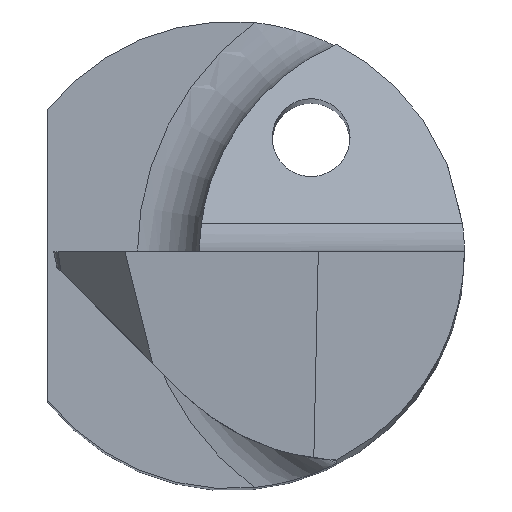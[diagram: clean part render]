
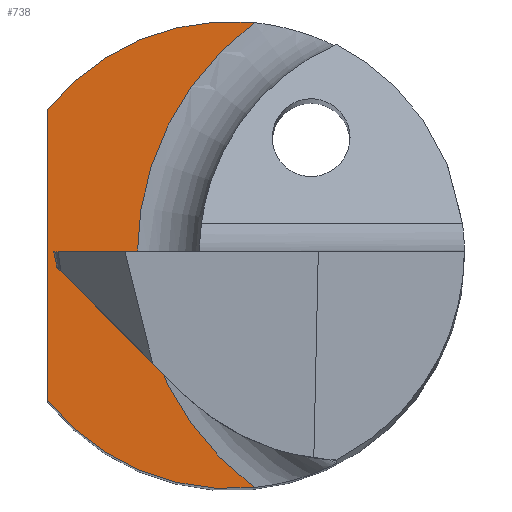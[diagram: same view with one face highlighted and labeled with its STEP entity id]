
A CAD part, top view. The second image highlights one B-rep face of the part: STEP entity #738.
In plain terms, the highlighted planar face has unit normal (0, 0, 1).
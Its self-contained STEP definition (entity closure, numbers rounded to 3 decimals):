
#2 = AXIS2_PLACEMENT_3D ( 'NONE', #726, #137, #398 ) ;
#10 = CARTESIAN_POINT ( 'NONE',  ( 0., 0., 15. ) ) ;
#22 = CARTESIAN_POINT ( 'NONE',  ( 0.304, -2.985, 15. ) ) ;
#23 = DIRECTION ( 'NONE',  ( 0., 0., 1. ) ) ;
#40 = ORIENTED_EDGE ( 'NONE', *, *, #671, .F. ) ;
#43 = DIRECTION ( 'NONE',  ( -1., 0., 0. ) ) ;
#137 = DIRECTION ( 'NONE',  ( 0., 0., 1. ) ) ;
#151 = PLANE ( 'NONE',  #401 ) ;
#163 = VERTEX_POINT ( 'NONE', #301 ) ;
#194 = EDGE_LOOP ( 'NONE', ( #431, #741, #627, #409, #40 ) ) ;
#207 = DIRECTION ( 'NONE',  ( -1., 0., 0. ) ) ;
#210 = AXIS2_PLACEMENT_3D ( 'NONE', #10, #730, #207 ) ;
#216 = DIRECTION ( 'NONE',  ( -1., 0., 0. ) ) ;
#220 = CARTESIAN_POINT ( 'NONE',  ( -1.2, 0., 15. ) ) ;
#223 = CIRCLE ( 'NONE', #332, 3.714 ) ;
#230 = DIRECTION ( 'NONE',  ( 0., 0., -1. ) ) ;
#245 = DIRECTION ( 'NONE',  ( 0., 1., 0. ) ) ;
#264 = CIRCLE ( 'NONE', #2, 3.714 ) ;
#285 = DIRECTION ( 'NONE',  ( -1., 0., 0. ) ) ;
#295 = CARTESIAN_POINT ( 'NONE',  ( -2.35, 1.865, 15. ) ) ;
#301 = CARTESIAN_POINT ( 'NONE',  ( -2.35, 1.865, 15. ) ) ;
#332 = AXIS2_PLACEMENT_3D ( 'NONE', #823, #485, #216 ) ;
#333 = CARTESIAN_POINT ( 'NONE',  ( -2.35, -1.865, 15. ) ) ;
#354 = LINE ( 'NONE', #295, #633 ) ;
#398 = DIRECTION ( 'NONE',  ( -1., 0., 0. ) ) ;
#401 = AXIS2_PLACEMENT_3D ( 'NONE', #614, #23, #285 ) ;
#409 = ORIENTED_EDGE ( 'NONE', *, *, #525, .F. ) ;
#416 = VERTEX_POINT ( 'NONE', #22 ) ;
#431 = ORIENTED_EDGE ( 'NONE', *, *, #743, .F. ) ;
#434 = CIRCLE ( 'NONE', #467, 3. ) ;
#467 = AXIS2_PLACEMENT_3D ( 'NONE', #554, #230, #43 ) ;
#485 = DIRECTION ( 'NONE',  ( 0., 0., 1. ) ) ;
#525 = EDGE_CURVE ( 'NONE', #737, #416, #264, .T. ) ;
#554 = CARTESIAN_POINT ( 'NONE',  ( 0., 0., 15. ) ) ;
#564 = VERTEX_POINT ( 'NONE', #333 ) ;
#586 = CIRCLE ( 'NONE', #210, 3. ) ;
#593 = EDGE_CURVE ( 'NONE', #416, #564, #586, .T. ) ;
#614 = CARTESIAN_POINT ( 'NONE',  ( 0.402, -0.122, 15. ) ) ;
#627 = ORIENTED_EDGE ( 'NONE', *, *, #593, .F. ) ;
#633 = VECTOR ( 'NONE', #245, 1000. ) ;
#671 = EDGE_CURVE ( 'NONE', #712, #737, #223, .T. ) ;
#712 = VERTEX_POINT ( 'NONE', #806 ) ;
#726 = CARTESIAN_POINT ( 'NONE',  ( 2.514, 0., 15. ) ) ;
#730 = DIRECTION ( 'NONE',  ( 0., 0., -1. ) ) ;
#737 = VERTEX_POINT ( 'NONE', #220 ) ;
#738 = ADVANCED_FACE ( 'NONE', ( #742 ), #151, .T. ) ;
#741 = ORIENTED_EDGE ( 'NONE', *, *, #822, .F. ) ;
#742 = FACE_OUTER_BOUND ( 'NONE', #194, .T. ) ;
#743 = EDGE_CURVE ( 'NONE', #163, #712, #434, .T. ) ;
#806 = CARTESIAN_POINT ( 'NONE',  ( 0.304, 2.985, 15. ) ) ;
#822 = EDGE_CURVE ( 'NONE', #564, #163, #354, .T. ) ;
#823 = CARTESIAN_POINT ( 'NONE',  ( 2.514, 0., 15. ) ) ;
